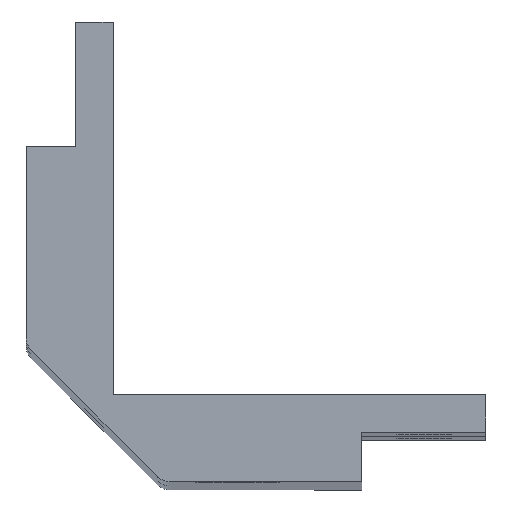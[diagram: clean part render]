
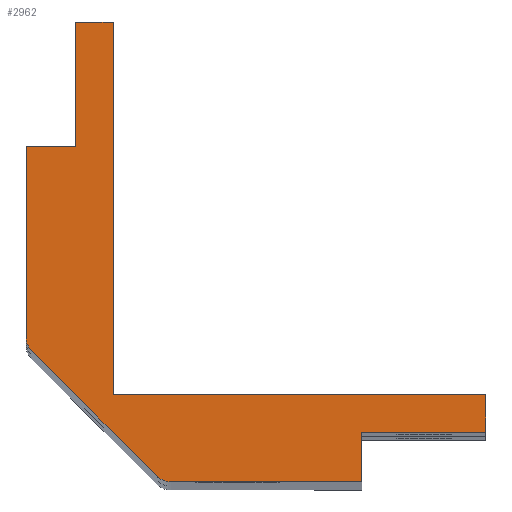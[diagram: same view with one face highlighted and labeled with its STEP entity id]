
A CAD part, top view. The second image highlights one B-rep face of the part: STEP entity #2962.
In plain terms, the highlighted planar face has unit normal (0, 0, 1).
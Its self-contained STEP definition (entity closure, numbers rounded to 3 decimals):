
#38 = EDGE_CURVE ( 'NONE', #1785, #1072, #2231, .T. ) ;
#68 = VERTEX_POINT ( 'NONE', #4750 ) ;
#80 = CARTESIAN_POINT ( 'NONE',  ( 0., 0., 280. ) ) ;
#82 = CARTESIAN_POINT ( 'NONE',  ( -7., 4.621, 280. ) ) ;
#85 = CARTESIAN_POINT ( 'NONE',  ( 20., -3., 280. ) ) ;
#101 = DIRECTION ( 'NONE',  ( 0., 0., 1. ) ) ;
#164 = ORIENTED_EDGE ( 'NONE', *, *, #1155, .F. ) ;
#347 = CARTESIAN_POINT ( 'NONE',  ( 4., -7., 280. ) ) ;
#370 = ORIENTED_EDGE ( 'NONE', *, *, #4443, .T. ) ;
#399 = VERTEX_POINT ( 'NONE', #1406 ) ;
#408 = DIRECTION ( 'NONE',  ( -1., 0., 0. ) ) ;
#438 = ORIENTED_EDGE ( 'NONE', *, *, #2687, .T. ) ;
#456 = DIRECTION ( 'NONE',  ( 0., 1., 0. ) ) ;
#478 = LINE ( 'NONE', #1201, #2784 ) ;
#574 = AXIS2_PLACEMENT_3D ( 'NONE', #80, #101, #2284 ) ;
#590 = ORIENTED_EDGE ( 'NONE', *, *, #3316, .T. ) ;
#699 = ORIENTED_EDGE ( 'NONE', *, *, #4348, .T. ) ;
#714 = VERTEX_POINT ( 'NONE', #956 ) ;
#755 = EDGE_CURVE ( 'NONE', #1428, #1785, #3437, .T. ) ;
#757 = VECTOR ( 'NONE', #3078, 1000. ) ;
#793 = VERTEX_POINT ( 'NONE', #4423 ) ;
#803 = VERTEX_POINT ( 'NONE', #82 ) ;
#857 = DIRECTION ( 'NONE',  ( 0., -1., 0. ) ) ;
#956 = CARTESIAN_POINT ( 'NONE',  ( -7., 20., 280. ) ) ;
#980 = PLANE ( 'NONE',  #574 ) ;
#1000 = EDGE_LOOP ( 'NONE', ( #1052, #590, #2213, #4286, #2490, #1443, #438, #3921, #699, #4293, #164, #370, #3851 ) ) ;
#1046 = CARTESIAN_POINT ( 'NONE',  ( 30., 0., 280. ) ) ;
#1050 = AXIS2_PLACEMENT_3D ( 'NONE', #2594, #1891, #2950 ) ;
#1052 = ORIENTED_EDGE ( 'NONE', *, *, #4405, .T. ) ;
#1072 = VERTEX_POINT ( 'NONE', #3233 ) ;
#1093 = LINE ( 'NONE', #2209, #2271 ) ;
#1137 = VECTOR ( 'NONE', #3678, 1000. ) ;
#1147 = DIRECTION ( 'NONE',  ( 0.707, -0.707, 0. ) ) ;
#1155 = EDGE_CURVE ( 'NONE', #3128, #4632, #1972, .T. ) ;
#1201 = CARTESIAN_POINT ( 'NONE',  ( 20., -195.898, 280. ) ) ;
#1271 = VECTOR ( 'NONE', #408, 1000. ) ;
#1369 = EDGE_CURVE ( 'NONE', #714, #399, #1781, .T. ) ;
#1406 = CARTESIAN_POINT ( 'NONE',  ( -3., 20., 280. ) ) ;
#1428 = VERTEX_POINT ( 'NONE', #2878 ) ;
#1443 = ORIENTED_EDGE ( 'NONE', *, *, #2711, .T. ) ;
#1656 = DIRECTION ( 'NONE',  ( 0., -1., 0. ) ) ;
#1781 = LINE ( 'NONE', #2484, #2755 ) ;
#1785 = VERTEX_POINT ( 'NONE', #2453 ) ;
#1891 = DIRECTION ( 'NONE',  ( 0., 0., 1. ) ) ;
#1972 = LINE ( 'NONE', #2970, #757 ) ;
#2009 = LINE ( 'NONE', #3539, #2639 ) ;
#2024 = VECTOR ( 'NONE', #2313, 1000. ) ;
#2068 = CARTESIAN_POINT ( 'NONE',  ( 0., 30., 280. ) ) ;
#2090 = VERTEX_POINT ( 'NONE', #3282 ) ;
#2209 = CARTESIAN_POINT ( 'NONE',  ( -7., 4., 280. ) ) ;
#2213 = ORIENTED_EDGE ( 'NONE', *, *, #4697, .T. ) ;
#2231 = LINE ( 'NONE', #347, #1137 ) ;
#2245 = LINE ( 'NONE', #2645, #2024 ) ;
#2271 = VECTOR ( 'NONE', #1147, 1000. ) ;
#2284 = DIRECTION ( 'NONE',  ( 1., 0., 0. ) ) ;
#2313 = DIRECTION ( 'NONE',  ( 1., 0., 0. ) ) ;
#2453 = CARTESIAN_POINT ( 'NONE',  ( 4.621, -7., 280. ) ) ;
#2484 = CARTESIAN_POINT ( 'NONE',  ( -195.898, 20., 280. ) ) ;
#2490 = ORIENTED_EDGE ( 'NONE', *, *, #38, .T. ) ;
#2594 = CARTESIAN_POINT ( 'NONE',  ( 4.621, -5.5, 280. ) ) ;
#2639 = VECTOR ( 'NONE', #857, 1000. ) ;
#2645 = CARTESIAN_POINT ( 'NONE',  ( 7., -3., 280. ) ) ;
#2654 = VECTOR ( 'NONE', #4540, 1000. ) ;
#2687 = EDGE_CURVE ( 'NONE', #3433, #793, #2245, .T. ) ;
#2695 = LINE ( 'NONE', #2982, #2654 ) ;
#2711 = EDGE_CURVE ( 'NONE', #1072, #3433, #478, .T. ) ;
#2755 = VECTOR ( 'NONE', #3620, 1000. ) ;
#2784 = VECTOR ( 'NONE', #456, 1000. ) ;
#2796 = LINE ( 'NONE', #4250, #4580 ) ;
#2878 = CARTESIAN_POINT ( 'NONE',  ( 3.561, -6.561, 280. ) ) ;
#2950 = DIRECTION ( 'NONE',  ( 1., 0., 0. ) ) ;
#2962 = ADVANCED_FACE ( 'NONE', ( #4294 ), #980, .T. ) ;
#2970 = CARTESIAN_POINT ( 'NONE',  ( -3., 30., 280. ) ) ;
#2982 = CARTESIAN_POINT ( 'NONE',  ( 0., 0., 280. ) ) ;
#3043 = VECTOR ( 'NONE', #3673, 1000. ) ;
#3078 = DIRECTION ( 'NONE',  ( 1., 0., 0. ) ) ;
#3110 = CIRCLE ( 'NONE', #4342, 1.5 ) ;
#3128 = VERTEX_POINT ( 'NONE', #4360 ) ;
#3233 = CARTESIAN_POINT ( 'NONE',  ( 20., -7., 280. ) ) ;
#3282 = CARTESIAN_POINT ( 'NONE',  ( 0., 0., 280. ) ) ;
#3285 = DIRECTION ( 'NONE',  ( 0., 0., 1. ) ) ;
#3316 = EDGE_CURVE ( 'NONE', #803, #68, #3110, .T. ) ;
#3362 = LINE ( 'NONE', #3695, #1271 ) ;
#3433 = VERTEX_POINT ( 'NONE', #85 ) ;
#3437 = CIRCLE ( 'NONE', #1050, 1.5 ) ;
#3539 = CARTESIAN_POINT ( 'NONE',  ( -7., 7., 280. ) ) ;
#3620 = DIRECTION ( 'NONE',  ( 1., 0., 0. ) ) ;
#3673 = DIRECTION ( 'NONE',  ( 0., -1., 0. ) ) ;
#3678 = DIRECTION ( 'NONE',  ( 1., 0., 0. ) ) ;
#3695 = CARTESIAN_POINT ( 'NONE',  ( 20., 0., 280. ) ) ;
#3841 = CARTESIAN_POINT ( 'NONE',  ( -5.5, 4.621, 280. ) ) ;
#3851 = ORIENTED_EDGE ( 'NONE', *, *, #1369, .F. ) ;
#3921 = ORIENTED_EDGE ( 'NONE', *, *, #3959, .F. ) ;
#3942 = VERTEX_POINT ( 'NONE', #1046 ) ;
#3959 = EDGE_CURVE ( 'NONE', #3942, #793, #3962, .T. ) ;
#3962 = LINE ( 'NONE', #4063, #3043 ) ;
#4063 = CARTESIAN_POINT ( 'NONE',  ( 30., 0., 280. ) ) ;
#4250 = CARTESIAN_POINT ( 'NONE',  ( -3., 20., 280. ) ) ;
#4286 = ORIENTED_EDGE ( 'NONE', *, *, #755, .T. ) ;
#4293 = ORIENTED_EDGE ( 'NONE', *, *, #4313, .T. ) ;
#4294 = FACE_OUTER_BOUND ( 'NONE', #1000, .T. ) ;
#4313 = EDGE_CURVE ( 'NONE', #2090, #4632, #2695, .T. ) ;
#4342 = AXIS2_PLACEMENT_3D ( 'NONE', #3841, #3285, #4715 ) ;
#4348 = EDGE_CURVE ( 'NONE', #3942, #2090, #3362, .T. ) ;
#4360 = CARTESIAN_POINT ( 'NONE',  ( -3., 30., 280. ) ) ;
#4405 = EDGE_CURVE ( 'NONE', #714, #803, #2009, .T. ) ;
#4423 = CARTESIAN_POINT ( 'NONE',  ( 30., -3., 280. ) ) ;
#4443 = EDGE_CURVE ( 'NONE', #3128, #399, #2796, .T. ) ;
#4540 = DIRECTION ( 'NONE',  ( 0., 1., 0. ) ) ;
#4580 = VECTOR ( 'NONE', #1656, 1000. ) ;
#4632 = VERTEX_POINT ( 'NONE', #2068 ) ;
#4697 = EDGE_CURVE ( 'NONE', #68, #1428, #1093, .T. ) ;
#4715 = DIRECTION ( 'NONE',  ( 1., 0., 0. ) ) ;
#4750 = CARTESIAN_POINT ( 'NONE',  ( -6.561, 3.561, 280. ) ) ;
